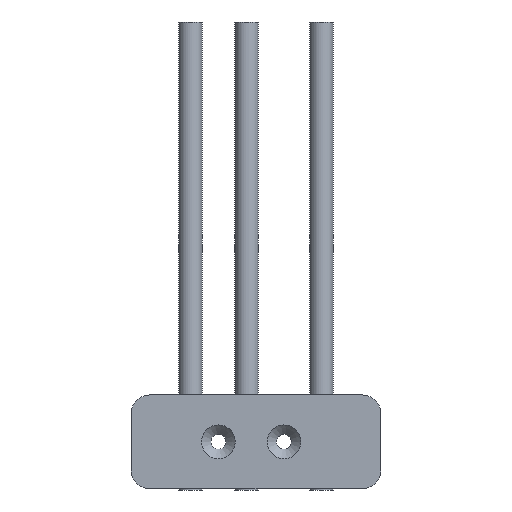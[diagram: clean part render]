
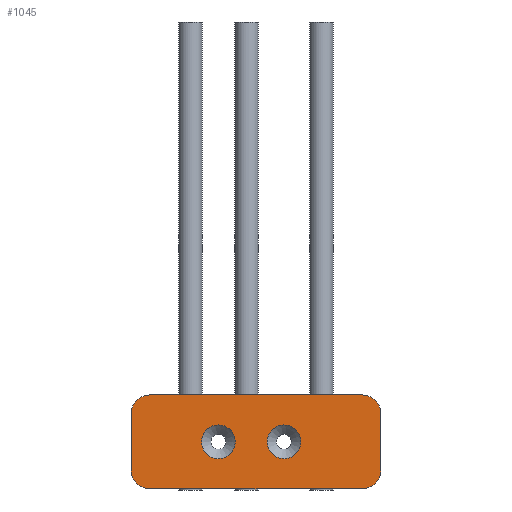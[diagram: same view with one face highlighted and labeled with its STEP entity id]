
A CAD part, front view. The second image highlights one B-rep face of the part: STEP entity #1045.
In plain terms, the highlighted planar face has unit normal (0, -1, 0).
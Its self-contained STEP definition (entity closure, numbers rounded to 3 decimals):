
#21=FACE_BOUND('',#183,.T.);
#22=FACE_BOUND('',#184,.T.);
#64=PLANE('',#1150);
#115=FACE_OUTER_BOUND('',#182,.T.);
#182=EDGE_LOOP('',(#882,#883,#884,#885,#886,#887,#888,#889));
#183=EDGE_LOOP('',(#890));
#184=EDGE_LOOP('',(#891));
#276=LINE('',#1708,#377);
#277=LINE('',#1712,#378);
#278=LINE('',#1716,#379);
#279=LINE('',#1719,#380);
#377=VECTOR('',#1398,10.);
#378=VECTOR('',#1401,10.);
#379=VECTOR('',#1404,10.);
#380=VECTOR('',#1407,10.);
#431=CIRCLE('',#1148,4.);
#433=CIRCLE('',#1151,4.);
#434=CIRCLE('',#1152,4.);
#435=CIRCLE('',#1153,4.);
#436=CIRCLE('',#1154,3.6);
#437=CIRCLE('',#1155,3.6);
#513=VERTEX_POINT('',#1698);
#514=VERTEX_POINT('',#1699);
#517=VERTEX_POINT('',#1707);
#518=VERTEX_POINT('',#1709);
#519=VERTEX_POINT('',#1711);
#520=VERTEX_POINT('',#1713);
#521=VERTEX_POINT('',#1715);
#522=VERTEX_POINT('',#1717);
#523=VERTEX_POINT('',#1720);
#524=VERTEX_POINT('',#1722);
#640=EDGE_CURVE('',#513,#514,#431,.T.);
#644=EDGE_CURVE('',#517,#513,#276,.T.);
#645=EDGE_CURVE('',#518,#517,#433,.T.);
#646=EDGE_CURVE('',#519,#518,#277,.T.);
#647=EDGE_CURVE('',#520,#519,#434,.T.);
#648=EDGE_CURVE('',#521,#520,#278,.T.);
#649=EDGE_CURVE('',#522,#521,#435,.T.);
#650=EDGE_CURVE('',#514,#522,#279,.T.);
#651=EDGE_CURVE('',#523,#523,#436,.T.);
#652=EDGE_CURVE('',#524,#524,#437,.T.);
#882=ORIENTED_EDGE('',*,*,#640,.F.);
#883=ORIENTED_EDGE('',*,*,#644,.F.);
#884=ORIENTED_EDGE('',*,*,#645,.F.);
#885=ORIENTED_EDGE('',*,*,#646,.F.);
#886=ORIENTED_EDGE('',*,*,#647,.F.);
#887=ORIENTED_EDGE('',*,*,#648,.F.);
#888=ORIENTED_EDGE('',*,*,#649,.F.);
#889=ORIENTED_EDGE('',*,*,#650,.F.);
#890=ORIENTED_EDGE('',*,*,#651,.F.);
#891=ORIENTED_EDGE('',*,*,#652,.F.);
#1045=ADVANCED_FACE('',(#115,#21,#22),#64,.F.);
#1148=AXIS2_PLACEMENT_3D('',#1700,#1390,#1391);
#1150=AXIS2_PLACEMENT_3D('',#1706,#1396,#1397);
#1151=AXIS2_PLACEMENT_3D('',#1710,#1399,#1400);
#1152=AXIS2_PLACEMENT_3D('',#1714,#1402,#1403);
#1153=AXIS2_PLACEMENT_3D('',#1718,#1405,#1406);
#1154=AXIS2_PLACEMENT_3D('',#1721,#1408,#1409);
#1155=AXIS2_PLACEMENT_3D('',#1723,#1410,#1411);
#1390=DIRECTION('center_axis',(0.,1.,0.));
#1391=DIRECTION('ref_axis',(0.707,0.,-0.707));
#1396=DIRECTION('center_axis',(0.,1.,0.));
#1397=DIRECTION('ref_axis',(0.,0.,1.));
#1398=DIRECTION('',(0.,0.,-1.));
#1399=DIRECTION('center_axis',(0.,1.,0.));
#1400=DIRECTION('ref_axis',(0.707,0.,0.707));
#1401=DIRECTION('',(1.,0.,0.));
#1402=DIRECTION('center_axis',(0.,1.,0.));
#1403=DIRECTION('ref_axis',(-0.707,0.,0.707));
#1404=DIRECTION('',(0.,0.,1.));
#1405=DIRECTION('center_axis',(0.,1.,0.));
#1406=DIRECTION('ref_axis',(-0.707,0.,-0.707));
#1407=DIRECTION('',(-1.,0.,0.));
#1408=DIRECTION('center_axis',(0.,-1.,0.));
#1409=DIRECTION('ref_axis',(1.,0.,0.));
#1410=DIRECTION('center_axis',(0.,-1.,0.));
#1411=DIRECTION('ref_axis',(1.,0.,0.));
#1698=CARTESIAN_POINT('',(40.732,-6.,4.301));
#1699=CARTESIAN_POINT('',(36.732,-6.,0.301));
#1700=CARTESIAN_POINT('Origin',(36.732,-6.,4.301));
#1706=CARTESIAN_POINT('Origin',(14.034,-6.,10.301));
#1707=CARTESIAN_POINT('',(40.732,-6.,16.301));
#1708=CARTESIAN_POINT('',(40.732,-6.,0.301));
#1709=CARTESIAN_POINT('',(36.732,-6.,20.301));
#1710=CARTESIAN_POINT('Origin',(36.732,-6.,16.301));
#1711=CARTESIAN_POINT('',(-8.664,-6.,20.301));
#1712=CARTESIAN_POINT('',(40.732,-6.,20.301));
#1713=CARTESIAN_POINT('',(-12.664,-6.,16.301));
#1714=CARTESIAN_POINT('Origin',(-8.664,-6.,16.301));
#1715=CARTESIAN_POINT('',(-12.664,-6.,4.301));
#1716=CARTESIAN_POINT('',(-12.664,-6.,20.301));
#1717=CARTESIAN_POINT('',(-8.664,-6.,0.301));
#1718=CARTESIAN_POINT('Origin',(-8.664,-6.,4.301));
#1719=CARTESIAN_POINT('',(-12.664,-6.,0.301));
#1720=CARTESIAN_POINT('',(2.4,-6.,10.301));
#1721=CARTESIAN_POINT('Origin',(6.,-6.,10.301));
#1722=CARTESIAN_POINT('',(16.4,-6.,10.301));
#1723=CARTESIAN_POINT('Origin',(20.,-6.,10.301));
